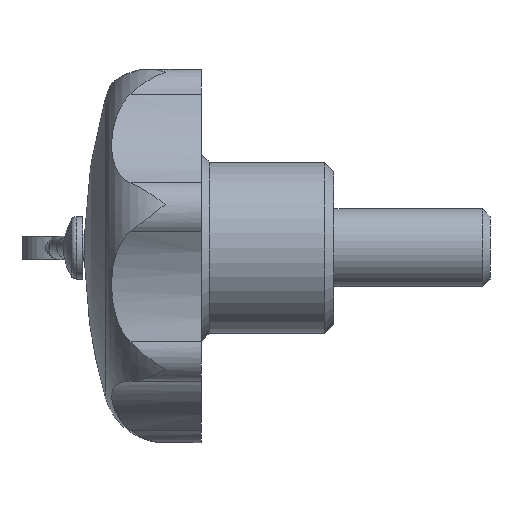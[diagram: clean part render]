
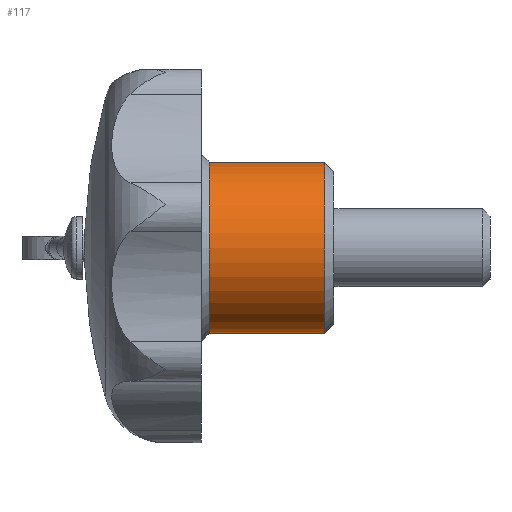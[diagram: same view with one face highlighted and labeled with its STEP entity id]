
A CAD part, left-side view. The second image highlights one B-rep face of the part: STEP entity #117.
In plain terms, the highlighted cylindrical face has radius 11 mm (diameter 22 mm), a full revolution.
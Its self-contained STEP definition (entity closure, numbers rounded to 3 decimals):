
#117 = ADVANCED_FACE( '', ( #269, #270 ), #271, .T. );
#269 = FACE_OUTER_BOUND( '', #467, .T. );
#270 = FACE_OUTER_BOUND( '', #468, .T. );
#271 = CYLINDRICAL_SURFACE( '', #469, 11. );
#467 = EDGE_LOOP( '', ( #745 ) );
#468 = EDGE_LOOP( '', ( #746 ) );
#469 = AXIS2_PLACEMENT_3D( '', #747, #748, #749 );
#745 = ORIENTED_EDGE( '', *, *, #1178, .F. );
#746 = ORIENTED_EDGE( '', *, *, #1126, .T. );
#747 = CARTESIAN_POINT( '', ( 0., 0., 0. ) );
#748 = DIRECTION( '', ( 0., 1., 0. ) );
#749 = DIRECTION( '', ( 0., 0., -1. ) );
#1126 = EDGE_CURVE( '', #1340, #1340, #1341, .T. );
#1178 = EDGE_CURVE( '', #1429, #1429, #1430, .T. );
#1340 = VERTEX_POINT( '', #1712 );
#1341 = CIRCLE( '', #1713, 11. );
#1429 = VERTEX_POINT( '', #1942 );
#1430 = CIRCLE( '', #1943, 11. );
#1712 = CARTESIAN_POINT( '', ( 0., 16., -11. ) );
#1713 = AXIS2_PLACEMENT_3D( '', #2411, #2412, #2413 );
#1942 = CARTESIAN_POINT( '', ( 0., 1.2, -11. ) );
#1943 = AXIS2_PLACEMENT_3D( '', #2481, #2482, #2483 );
#2411 = CARTESIAN_POINT( '', ( 0., 16., 0. ) );
#2412 = DIRECTION( '', ( 0., -1., 0. ) );
#2413 = DIRECTION( '', ( 0., 0., -1. ) );
#2481 = CARTESIAN_POINT( '', ( 0., 1.2, 0. ) );
#2482 = DIRECTION( '', ( 0., -1., 0. ) );
#2483 = DIRECTION( '', ( 0., 0., -1. ) );
